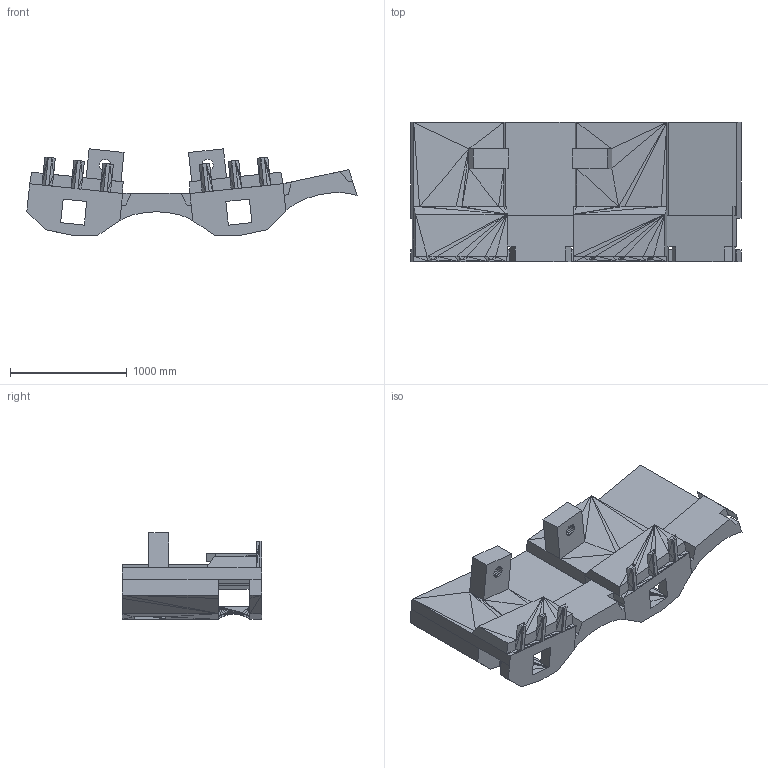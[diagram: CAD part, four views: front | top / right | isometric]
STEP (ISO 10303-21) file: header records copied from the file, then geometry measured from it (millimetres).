
FILE_DESCRIPTION(/* description */ (''),/* implementation_level */ '2;1');
FILE_NAME(/* name */ 'unit3a_modified v1.step',/* time_stamp */ '2024-05-13T16:43:37+08:00',/* author */ (''),/* organization */ (''),/* preprocessor_version */ 'ST-DEVELOPER v20',/* originating_system */ 'Autodesk Translation Framework v12.20.1.177',/* authorisation */ '');
FILE_SCHEMA (('AUTOMOTIVE_DESIGN { 1 0 10303 214 3 1 1 }'));
Length unit declared in the file: millimetre
Products named in the file (1): unit3a_modified
Bounding box: 2826.81 x 1190.5 x 738.6 mm (x, y, z)
Volume: 715629943.4 mm3; surface area: 14105617.5 mm2
Topology: 4 solids, 4 shells, 1000 faces, 1891 edges, 880 vertices
Faces by surface type: plane 1000
Entity records: 23063 total; most frequent: DIRECTION 3893, ORIENTED_EDGE 3782, CARTESIAN_POINT 3772, LINE 1891, VECTOR 1891, EDGE_CURVE 1891, EDGE_LOOP 1008, AXIS2_PLACEMENT_3D 1001
